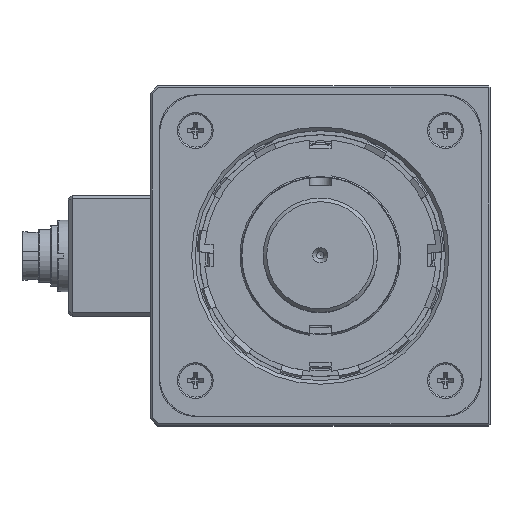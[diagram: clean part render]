
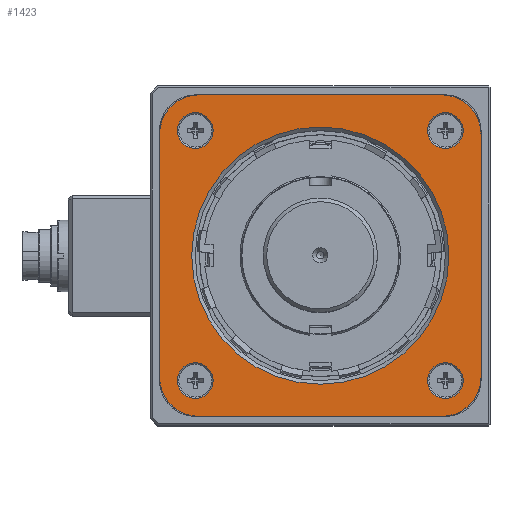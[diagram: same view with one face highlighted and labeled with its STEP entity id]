
A CAD part, top view. The second image highlights one B-rep face of the part: STEP entity #1423.
In plain terms, the highlighted planar face has unit normal (0, 0, 1).
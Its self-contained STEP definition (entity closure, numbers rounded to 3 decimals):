
#1423 = ADVANCED_FACE( '', ( #2925, #2926, #2927, #2928, #2929, #2930 ), #2931, .T. );
#2925 = FACE_BOUND( '', #4812, .T. );
#2926 = FACE_BOUND( '', #4813, .T. );
#2927 = FACE_BOUND( '', #4814, .T. );
#2928 = FACE_BOUND( '', #4815, .T. );
#2929 = FACE_BOUND( '', #4816, .T. );
#2930 = FACE_OUTER_BOUND( '', #4817, .T. );
#2931 = PLANE( '', #4818 );
#4812 = EDGE_LOOP( '', ( #7555 ) );
#4813 = EDGE_LOOP( '', ( #7556 ) );
#4814 = EDGE_LOOP( '', ( #7557 ) );
#4815 = EDGE_LOOP( '', ( #7558 ) );
#4816 = EDGE_LOOP( '', ( #7559 ) );
#4817 = EDGE_LOOP( '', ( #7560, #7561, #7562, #7563, #7564, #7565, #7566, #7567 ) );
#4818 = AXIS2_PLACEMENT_3D( '', #7568, #7569, #7570 );
#7555 = ORIENTED_EDGE( '', *, *, #10724, .T. );
#7556 = ORIENTED_EDGE( '', *, *, #10878, .T. );
#7557 = ORIENTED_EDGE( '', *, *, #10879, .T. );
#7558 = ORIENTED_EDGE( '', *, *, #10880, .T. );
#7559 = ORIENTED_EDGE( '', *, *, #10837, .T. );
#7560 = ORIENTED_EDGE( '', *, *, #10173, .T. );
#7561 = ORIENTED_EDGE( '', *, *, #10881, .T. );
#7562 = ORIENTED_EDGE( '', *, *, #10292, .T. );
#7563 = ORIENTED_EDGE( '', *, *, #10882, .T. );
#7564 = ORIENTED_EDGE( '', *, *, #10883, .T. );
#7565 = ORIENTED_EDGE( '', *, *, #10884, .T. );
#7566 = ORIENTED_EDGE( '', *, *, #10885, .T. );
#7567 = ORIENTED_EDGE( '', *, *, #10555, .T. );
#7568 = CARTESIAN_POINT( '', ( -45., -45., 10. ) );
#7569 = DIRECTION( '', ( 0., 0., 1. ) );
#7570 = DIRECTION( '', ( 1., 0., 0. ) );
#10173 = EDGE_CURVE( '', #12067, #12065, #12068, .T. );
#10292 = EDGE_CURVE( '', #12275, #12276, #12277, .T. );
#10555 = EDGE_CURVE( '', #12719, #12067, #12720, .T. );
#10724 = EDGE_CURVE( '', #12983, #12983, #12984, .F. );
#10837 = EDGE_CURVE( '', #13154, #13154, #13155, .T. );
#10878 = EDGE_CURVE( '', #13215, #13215, #13216, .T. );
#10879 = EDGE_CURVE( '', #13217, #13217, #13218, .T. );
#10880 = EDGE_CURVE( '', #13219, #13219, #13220, .T. );
#10881 = EDGE_CURVE( '', #12065, #12275, #13221, .T. );
#10882 = EDGE_CURVE( '', #12276, #13222, #13223, .T. );
#10883 = EDGE_CURVE( '', #13222, #13224, #13225, .T. );
#10884 = EDGE_CURVE( '', #13224, #13226, #13227, .T. );
#10885 = EDGE_CURVE( '', #13226, #12719, #13228, .T. );
#12065 = VERTEX_POINT( '', #14392 );
#12067 = VERTEX_POINT( '', #14395 );
#12068 = LINE( '', #14396, #14397 );
#12275 = VERTEX_POINT( '', #14825 );
#12276 = VERTEX_POINT( '', #14826 );
#12277 = LINE( '', #14827, #14828 );
#12719 = VERTEX_POINT( '', #15530 );
#12720 = CIRCLE( '', #15531, 11. );
#12983 = VERTEX_POINT( '', #15972 );
#12984 = CIRCLE( '', #15973, 36. );
#13154 = VERTEX_POINT( '', #16221 );
#13155 = CIRCLE( '', #16222, 5. );
#13215 = VERTEX_POINT( '', #16335 );
#13216 = CIRCLE( '', #16336, 5. );
#13217 = VERTEX_POINT( '', #16337 );
#13218 = CIRCLE( '', #16338, 5. );
#13219 = VERTEX_POINT( '', #16339 );
#13220 = CIRCLE( '', #16340, 5. );
#13221 = CIRCLE( '', #16341, 11. );
#13222 = VERTEX_POINT( '', #16342 );
#13223 = CIRCLE( '', #16343, 11. );
#13224 = VERTEX_POINT( '', #16344 );
#13225 = LINE( '', #16345, #16346 );
#13226 = VERTEX_POINT( '', #16347 );
#13227 = CIRCLE( '', #16348, 11. );
#13228 = LINE( '', #16349, #16350 );
#14392 = CARTESIAN_POINT( '', ( -45., -34., 10. ) );
#14395 = CARTESIAN_POINT( '', ( -45., 34., 10. ) );
#14396 = CARTESIAN_POINT( '', ( -45., 45., 10. ) );
#14397 = VECTOR( '', #17819, 1000. );
#14825 = CARTESIAN_POINT( '', ( -34., -45., 10. ) );
#14826 = CARTESIAN_POINT( '', ( 34., -45., 10. ) );
#14827 = CARTESIAN_POINT( '', ( -45., -45., 10. ) );
#14828 = VECTOR( '', #17996, 1000. );
#15530 = CARTESIAN_POINT( '', ( -34., 45., 10. ) );
#15531 = AXIS2_PLACEMENT_3D( '', #18341, #18342, #18343 );
#15972 = CARTESIAN_POINT( '', ( 36., 0., 10. ) );
#15973 = AXIS2_PLACEMENT_3D( '', #18550, #18551, #18552 );
#16221 = CARTESIAN_POINT( '', ( -35., 40., 10. ) );
#16222 = AXIS2_PLACEMENT_3D( '', #18697, #18698, #18699 );
#16335 = CARTESIAN_POINT( '', ( -40., -35., 10. ) );
#16336 = AXIS2_PLACEMENT_3D( '', #18738, #18739, #18740 );
#16337 = CARTESIAN_POINT( '', ( 35., -40., 10. ) );
#16338 = AXIS2_PLACEMENT_3D( '', #18741, #18742, #18743 );
#16339 = CARTESIAN_POINT( '', ( 40., 35., 10. ) );
#16340 = AXIS2_PLACEMENT_3D( '', #18744, #18745, #18746 );
#16341 = AXIS2_PLACEMENT_3D( '', #18747, #18748, #18749 );
#16342 = CARTESIAN_POINT( '', ( 45., -34., 10. ) );
#16343 = AXIS2_PLACEMENT_3D( '', #18750, #18751, #18752 );
#16344 = CARTESIAN_POINT( '', ( 45., 34., 10. ) );
#16345 = CARTESIAN_POINT( '', ( 45., -45., 10. ) );
#16346 = VECTOR( '', #18753, 1000. );
#16347 = CARTESIAN_POINT( '', ( 34., 45., 10. ) );
#16348 = AXIS2_PLACEMENT_3D( '', #18754, #18755, #18756 );
#16349 = CARTESIAN_POINT( '', ( 45., 45., 10. ) );
#16350 = VECTOR( '', #18757, 1000. );
#17819 = DIRECTION( '', ( 0., -1., 0. ) );
#17996 = DIRECTION( '', ( 1., 0., 0. ) );
#18341 = CARTESIAN_POINT( '', ( -34., 34., 10. ) );
#18342 = DIRECTION( '', ( 0., 0., 1. ) );
#18343 = DIRECTION( '', ( 1., 0., 0. ) );
#18550 = CARTESIAN_POINT( '', ( 0., 0., 10. ) );
#18551 = DIRECTION( '', ( 0., 0., 1. ) );
#18552 = DIRECTION( '', ( 1., 0., 0. ) );
#18697 = CARTESIAN_POINT( '', ( -35., 35., 10. ) );
#18698 = DIRECTION( '', ( 0., 0., -1. ) );
#18699 = DIRECTION( '', ( 0., 1., 0. ) );
#18738 = CARTESIAN_POINT( '', ( -35., -35., 10. ) );
#18739 = DIRECTION( '', ( 0., 0., -1. ) );
#18740 = DIRECTION( '', ( -1., 0., 0. ) );
#18741 = CARTESIAN_POINT( '', ( 35., -35., 10. ) );
#18742 = DIRECTION( '', ( 0., 0., -1. ) );
#18743 = DIRECTION( '', ( 0., -1., 0. ) );
#18744 = CARTESIAN_POINT( '', ( 35., 35., 10. ) );
#18745 = DIRECTION( '', ( 0., 0., -1. ) );
#18746 = DIRECTION( '', ( 1., 0., 0. ) );
#18747 = CARTESIAN_POINT( '', ( -34., -34., 10. ) );
#18748 = DIRECTION( '', ( 0., 0., 1. ) );
#18749 = DIRECTION( '', ( 1., 0., 0. ) );
#18750 = CARTESIAN_POINT( '', ( 34., -34., 10. ) );
#18751 = DIRECTION( '', ( 0., 0., 1. ) );
#18752 = DIRECTION( '', ( 1., 0., 0. ) );
#18753 = DIRECTION( '', ( 0., 1., 0. ) );
#18754 = CARTESIAN_POINT( '', ( 34., 34., 10. ) );
#18755 = DIRECTION( '', ( 0., 0., 1. ) );
#18756 = DIRECTION( '', ( 1., 0., 0. ) );
#18757 = DIRECTION( '', ( -1., 0., 0. ) );
